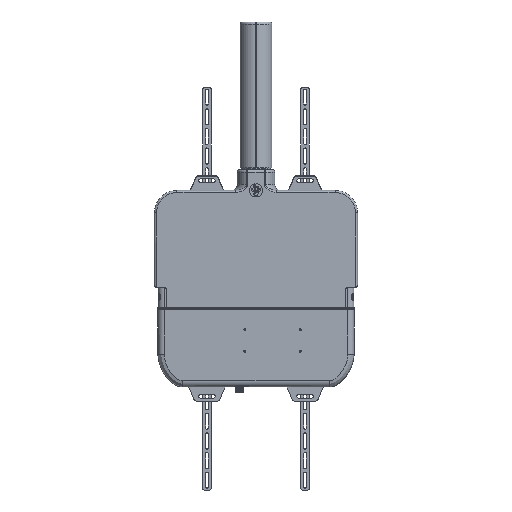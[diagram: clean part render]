
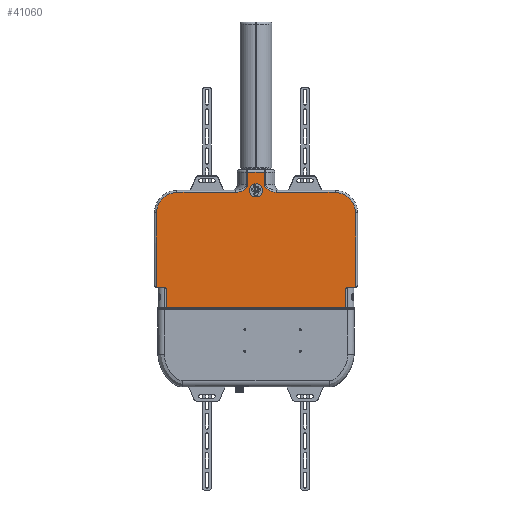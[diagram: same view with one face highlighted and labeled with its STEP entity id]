
A CAD part, front view. The second image highlights one B-rep face of the part: STEP entity #41060.
In plain terms, the highlighted planar face has unit normal (0, -1, 0).
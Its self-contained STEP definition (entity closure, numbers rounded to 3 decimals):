
#24980=DIRECTION('',(0.,0.,1.));
#24981=VECTOR('',#24980,40.);
#24982=CARTESIAN_POINT('',(220.,-40.5,-273.));
#24983=LINE('',#24982,#24981);
#24992=CARTESIAN_POINT('',(49.606,-40.5,
4.));
#24993=CARTESIAN_POINT('',(46.851,-40.5,
4.));
#24994=CARTESIAN_POINT('',(41.762,-40.5,
4.732));
#24995=CARTESIAN_POINT('',(35.412,-40.5,
7.01));
#24996=CARTESIAN_POINT('',(30.211,-40.5,
9.928));
#24997=CARTESIAN_POINT('',(26.044,-40.5,
13.218));
#24998=CARTESIAN_POINT('',(22.9,-40.5,
16.741));
#24999=CARTESIAN_POINT('',(20.915,-40.5,
20.467));
#25000=CARTESIAN_POINT('',(20.512,-40.5,
22.829));
#25001=CARTESIAN_POINT('',(20.512,-40.5,
24.));
#25003=CARTESIAN_POINT('',(193.5,-40.5,-46.));
#25004=DIRECTION('',(0.,-1.,0.));
#25005=DIRECTION('',(1.,0.,0.));
#25006=AXIS2_PLACEMENT_3D('',#25003,#25004,#25005);
#25008=CARTESIAN_POINT('',(225.,-40.5,-233.));
#25009=DIRECTION('',(0.,1.,0.));
#25010=DIRECTION('',(-1.,0.,0.));
#25011=AXIS2_PLACEMENT_3D('',#25008,#25009,#25010);
#25013=CARTESIAN_POINT('',(215.,-40.5,-273.));
#25014=DIRECTION('',(0.,-1.,0.));
#25015=DIRECTION('',(0.,0.,-1.));
#25016=AXIS2_PLACEMENT_3D('',#25013,#25014,#25015);
#25018=CARTESIAN_POINT('',(-215.,-40.5,-273.));
#25019=DIRECTION('',(0.,-1.,0.));
#25020=DIRECTION('',(-1.,0.,0.));
#25021=AXIS2_PLACEMENT_3D('',#25018,#25019,#25020);
#25023=CARTESIAN_POINT('',(-225.,-40.5,-233.));
#25024=DIRECTION('',(0.,1.,0.));
#25025=DIRECTION('',(0.,0.,1.));
#25026=AXIS2_PLACEMENT_3D('',#25023,#25024,#25025);
#25028=DIRECTION('',(1.,0.,0.));
#25029=VECTOR('',#25028,18.5);
#25030=CARTESIAN_POINT('',(-243.5,-40.5,-228.));
#25031=LINE('',#25030,#25029);
#25032=CARTESIAN_POINT('',(-193.5,-40.5,-46.));
#25033=DIRECTION('',(0.,-1.,0.));
#25034=DIRECTION('',(0.,0.,1.));
#25035=AXIS2_PLACEMENT_3D('',#25032,#25033,#25034);
#25037=CARTESIAN_POINT('',(-20.512,-40.5,
24.));
#25038=CARTESIAN_POINT('',(-20.513,-40.5,
22.829));
#25039=CARTESIAN_POINT('',(-20.914,-40.5,
20.469));
#25040=CARTESIAN_POINT('',(-22.899,-40.5,
16.744));
#25041=CARTESIAN_POINT('',(-26.042,-40.5,
13.221));
#25042=CARTESIAN_POINT('',(-30.207,-40.5,
9.931));
#25043=CARTESIAN_POINT('',(-35.408,-40.5,
7.012));
#25044=CARTESIAN_POINT('',(-41.758,-40.5,
4.733));
#25045=CARTESIAN_POINT('',(-46.85,-40.5,
4.));
#25046=CARTESIAN_POINT('',(-49.606,-40.5,
4.));
#25048=CARTESIAN_POINT('',(0.,-40.5,9.));
#25049=DIRECTION('',(0.,1.,0.));
#25050=DIRECTION('',(1.,0.,0.));
#25051=AXIS2_PLACEMENT_3D('',#25048,#25049,#25050);
#25053=CARTESIAN_POINT('',(0.,-40.5,9.));
#25054=DIRECTION('',(0.,1.,0.));
#25055=DIRECTION('',(-1.,0.,0.));
#25056=AXIS2_PLACEMENT_3D('',#25053,#25054,#25055);
#25069=DIRECTION('',(-1.,0.,0.));
#25070=VECTOR('',#25069,41.024);
#25071=CARTESIAN_POINT('',(20.512,-40.5,54.));
#25072=LINE('',#25071,#25070);
#25174=DIRECTION('',(0.,0.,-1.));
#25175=VECTOR('',#25174,30.);
#25176=CARTESIAN_POINT('',(-20.512,-40.5,54.));
#25177=LINE('',#25176,#25175);
#25192=DIRECTION('',(-1.,0.,0.));
#25193=VECTOR('',#25192,143.894);
#25194=CARTESIAN_POINT('',(-49.606,-40.5,
4.));
#25195=LINE('',#25194,#25193);
#25219=DIRECTION('',(0.,0.,-1.));
#25220=VECTOR('',#25219,182.);
#25221=CARTESIAN_POINT('',(-243.5,-40.5,-46.));
#25222=LINE('',#25221,#25220);
#25560=DIRECTION('',(0.,0.,-1.));
#25561=VECTOR('',#25560,40.);
#25562=CARTESIAN_POINT('',(-220.,-40.5,-233.));
#25563=LINE('',#25562,#25561);
#25572=DIRECTION('',(1.,0.,0.));
#25573=VECTOR('',#25572,430.);
#25574=CARTESIAN_POINT('',(-215.,-40.5,-278.));
#25575=LINE('',#25574,#25573);
#25814=DIRECTION('',(1.,0.,0.));
#25815=VECTOR('',#25814,18.5);
#25816=CARTESIAN_POINT('',(225.,-40.5,-228.));
#25817=LINE('',#25816,#25815);
#26226=DIRECTION('',(0.,0.,1.));
#26227=VECTOR('',#26226,182.);
#26228=CARTESIAN_POINT('',(243.5,-40.5,-228.));
#26229=LINE('',#26228,#26227);
#26253=DIRECTION('',(-1.,0.,0.));
#26254=VECTOR('',#26253,143.894);
#26255=CARTESIAN_POINT('',(193.5,-40.5,4.));
#26256=LINE('',#26255,#26254);
#26304=DIRECTION('',(0.,0.,1.));
#26305=VECTOR('',#26304,30.);
#26306=CARTESIAN_POINT('',(20.512,-40.5,
24.));
#26307=LINE('',#26306,#26305);
#38500=CARTESIAN_POINT('',(-243.5,-40.5,-228.));
#38501=CARTESIAN_POINT('',(-225.,-40.5,-228.));
#38502=VERTEX_POINT('',#38500);
#38503=VERTEX_POINT('',#38501);
#38508=CARTESIAN_POINT('',(20.512,-40.5,54.));
#38509=CARTESIAN_POINT('',(-20.512,-40.5,54.));
#38510=VERTEX_POINT('',#38508);
#38511=VERTEX_POINT('',#38509);
#38512=CARTESIAN_POINT('',(20.512,-40.5,
24.));
#38513=VERTEX_POINT('',#38512);
#38514=VERTEX_POINT('',#24992);
#38515=CARTESIAN_POINT('',(193.5,-40.5,4.));
#38516=VERTEX_POINT('',#38515);
#38517=CARTESIAN_POINT('',(243.5,-40.5,-46.));
#38518=VERTEX_POINT('',#38517);
#38519=CARTESIAN_POINT('',(243.5,-40.5,-228.));
#38520=VERTEX_POINT('',#38519);
#38521=CARTESIAN_POINT('',(225.,-40.5,-228.));
#38522=VERTEX_POINT('',#38521);
#38523=CARTESIAN_POINT('',(220.,-40.5,-233.));
#38524=VERTEX_POINT('',#38523);
#38525=CARTESIAN_POINT('',(220.,-40.5,-273.));
#38526=VERTEX_POINT('',#38525);
#38527=CARTESIAN_POINT('',(215.,-40.5,-278.));
#38528=VERTEX_POINT('',#38527);
#38529=CARTESIAN_POINT('',(-215.,-40.5,-278.));
#38530=VERTEX_POINT('',#38529);
#38531=CARTESIAN_POINT('',(-220.,-40.5,-273.));
#38532=VERTEX_POINT('',#38531);
#38533=CARTESIAN_POINT('',(-220.,-40.5,-233.));
#38534=VERTEX_POINT('',#38533);
#38535=CARTESIAN_POINT('',(-243.5,-40.5,-46.));
#38536=VERTEX_POINT('',#38535);
#38537=CARTESIAN_POINT('',(-193.5,-40.5,4.));
#38538=VERTEX_POINT('',#38537);
#38539=CARTESIAN_POINT('',(-49.606,-40.5,
4.));
#38540=VERTEX_POINT('',#38539);
#38541=VERTEX_POINT('',#25037);
#38542=CARTESIAN_POINT('',(16.,-40.5,9.));
#38543=CARTESIAN_POINT('',(-16.,-40.5,9.));
#38544=VERTEX_POINT('',#38542);
#38545=VERTEX_POINT('',#38543);
#41009=CARTESIAN_POINT('',(0.,-40.5,-112.));
#41010=DIRECTION('',(0.,1.,0.));
#41011=DIRECTION('',(1.,0.,0.));
#41012=AXIS2_PLACEMENT_3D('',#41009,#41010,#41011);
#41013=PLANE('',#41012);
#41015=ORIENTED_EDGE('',*,*,#41014,.F.);
#41017=ORIENTED_EDGE('',*,*,#41016,.F.);
#41019=ORIENTED_EDGE('',*,*,#41018,.F.);
#41021=ORIENTED_EDGE('',*,*,#41020,.F.);
#41023=ORIENTED_EDGE('',*,*,#41022,.F.);
#41025=ORIENTED_EDGE('',*,*,#41024,.F.);
#41027=ORIENTED_EDGE('',*,*,#41026,.F.);
#41029=ORIENTED_EDGE('',*,*,#41028,.F.);
#41030=ORIENTED_EDGE('',*,*,#40988,.F.);
#41031=ORIENTED_EDGE('',*,*,#41000,.F.);
#41033=ORIENTED_EDGE('',*,*,#41032,.F.);
#41035=ORIENTED_EDGE('',*,*,#41034,.F.);
#41037=ORIENTED_EDGE('',*,*,#41036,.F.);
#41039=ORIENTED_EDGE('',*,*,#41038,.F.);
#41041=ORIENTED_EDGE('',*,*,#41040,.F.);
#41043=ORIENTED_EDGE('',*,*,#41042,.F.);
#41045=ORIENTED_EDGE('',*,*,#41044,.F.);
#41047=ORIENTED_EDGE('',*,*,#41046,.F.);
#41049=ORIENTED_EDGE('',*,*,#41048,.F.);
#41051=ORIENTED_EDGE('',*,*,#41050,.F.);
#41052=EDGE_LOOP('',(#41015,#41017,#41019,#41021,#41023,#41025,#41027,#41029,
#41030,#41031,#41033,#41035,#41037,#41039,#41041,#41043,#41045,#41047,#41049,
#41051));
#41053=FACE_OUTER_BOUND('',#41052,.F.);
#41055=ORIENTED_EDGE('',*,*,#41054,.F.);
#41057=ORIENTED_EDGE('',*,*,#41056,.F.);
#41058=EDGE_LOOP('',(#41055,#41057));
#41059=FACE_BOUND('',#41058,.F.);
#25002=B_SPLINE_CURVE_WITH_KNOTS('',3,(#24992,#24993,#24994,#24995,#24996,
#24997,#24998,#24999,#25000,#25001),.UNSPECIFIED.,.F.,.F.,(4,1,1,1,1,1,1,4),(
0.,0.143,0.286,0.429,0.571,
0.714,0.857,1.),.UNSPECIFIED.);
#25007=CIRCLE('',#25006,50.);
#25012=CIRCLE('',#25011,5.);
#25017=CIRCLE('',#25016,5.);
#25022=CIRCLE('',#25021,5.);
#25027=CIRCLE('',#25026,5.);
#25036=CIRCLE('',#25035,50.);
#25047=B_SPLINE_CURVE_WITH_KNOTS('',3,(#25037,#25038,#25039,#25040,#25041,
#25042,#25043,#25044,#25045,#25046),.UNSPECIFIED.,.F.,.F.,(4,1,1,1,1,1,1,4),(
0.,0.143,0.286,0.429,0.571,
0.714,0.857,1.),.UNSPECIFIED.);
#25052=CIRCLE('',#25051,16.);
#25057=CIRCLE('',#25056,16.);
#40988=EDGE_CURVE('',#38526,#38524,#24983,.T.);
#41000=EDGE_CURVE('',#38528,#38526,#25017,.T.);
#41014=EDGE_CURVE('',#38510,#38511,#25072,.T.);
#41016=EDGE_CURVE('',#38513,#38510,#26307,.T.);
#41018=EDGE_CURVE('',#38514,#38513,#25002,.T.);
#41020=EDGE_CURVE('',#38516,#38514,#26256,.T.);
#41022=EDGE_CURVE('',#38518,#38516,#25007,.T.);
#41024=EDGE_CURVE('',#38520,#38518,#26229,.T.);
#41026=EDGE_CURVE('',#38522,#38520,#25817,.T.);
#41028=EDGE_CURVE('',#38524,#38522,#25012,.T.);
#41032=EDGE_CURVE('',#38530,#38528,#25575,.T.);
#41034=EDGE_CURVE('',#38532,#38530,#25022,.T.);
#41036=EDGE_CURVE('',#38534,#38532,#25563,.T.);
#41038=EDGE_CURVE('',#38503,#38534,#25027,.T.);
#41040=EDGE_CURVE('',#38502,#38503,#25031,.T.);
#41042=EDGE_CURVE('',#38536,#38502,#25222,.T.);
#41044=EDGE_CURVE('',#38538,#38536,#25036,.T.);
#41046=EDGE_CURVE('',#38540,#38538,#25195,.T.);
#41048=EDGE_CURVE('',#38541,#38540,#25047,.T.);
#41050=EDGE_CURVE('',#38511,#38541,#25177,.T.);
#41054=EDGE_CURVE('',#38544,#38545,#25052,.T.);
#41056=EDGE_CURVE('',#38545,#38544,#25057,.T.);
#41060=ADVANCED_FACE('',(#41053,#41059),#41013,.F.);
